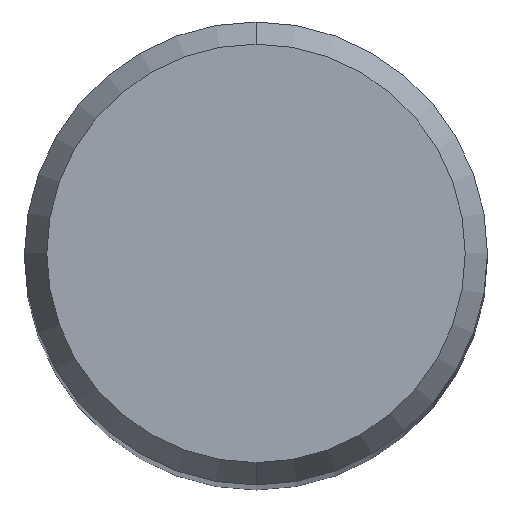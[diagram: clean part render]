
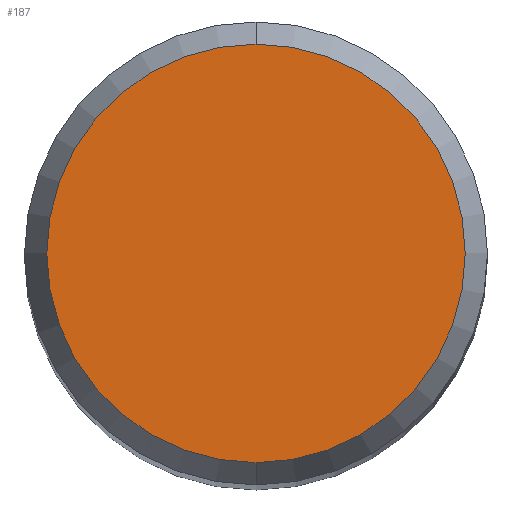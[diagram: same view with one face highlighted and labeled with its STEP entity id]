
A CAD part, top view. The second image highlights one B-rep face of the part: STEP entity #187.
In plain terms, the highlighted planar face has unit normal (0, 0, 1).
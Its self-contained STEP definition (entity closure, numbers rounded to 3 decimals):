
#107=EDGE_CURVE('',#143,#147,#259,.T.);
#141=EDGE_CURVE('',#147,#143,#297,.T.);
#143=VERTEX_POINT('',#299);
#147=VERTEX_POINT('',#303);
#187=ADVANCED_FACE('',(#347),#348,.T.);
#259=CIRCLE('',#425,2.158);
#297=CIRCLE('',#474,2.158);
#299=CARTESIAN_POINT('',(0.0,2.158,0.));
#303=CARTESIAN_POINT('',(0.,-2.158,0.));
#347=FACE_OUTER_BOUND('',#534,.T.);
#348=PLANE('',#535);
#425=AXIS2_PLACEMENT_3D('',#614,#615,#616);
#474=AXIS2_PLACEMENT_3D('',#664,#665,#666);
#534=EDGE_LOOP('',(#713,#714));
#535=AXIS2_PLACEMENT_3D('',#715,#716,#717);
#614=CARTESIAN_POINT('',(0.0,0.0,0.));
#615=DIRECTION('',(0.0,0.0,-1.0));
#616=DIRECTION('',(0.0,1.0,0.0));
#664=CARTESIAN_POINT('',(0.0,0.0,0.));
#665=DIRECTION('',(0.0,0.0,-1.0));
#666=DIRECTION('',(0.0,1.0,0.0));
#713=ORIENTED_EDGE('',*,*,#107,.F.);
#714=ORIENTED_EDGE('',*,*,#141,.F.);
#715=CARTESIAN_POINT('',(0.0,1.079,0.));
#716=DIRECTION('',(-0.0,0.0,1.0));
#717=DIRECTION('',(0.0,-1.0,0.0));
